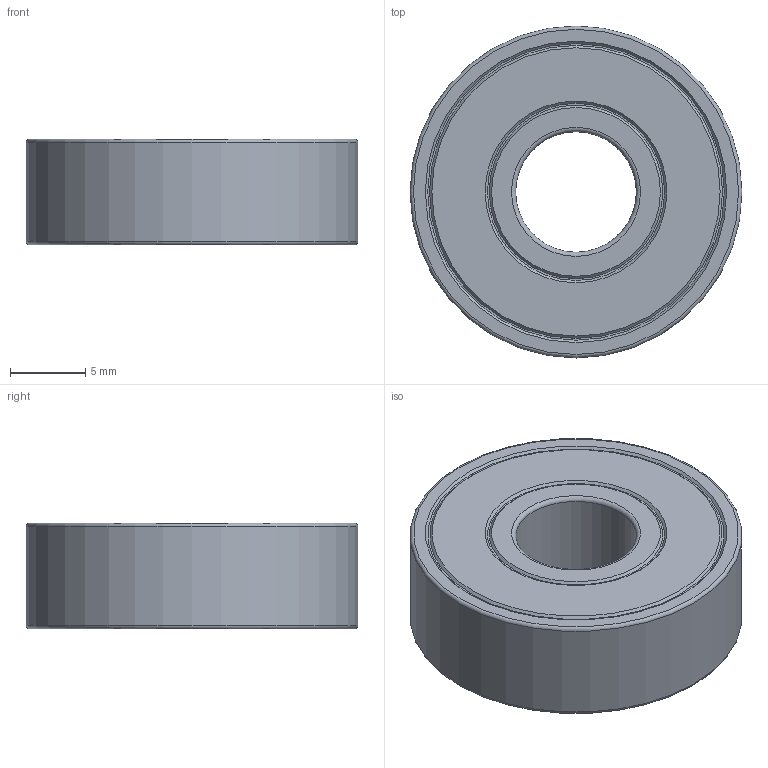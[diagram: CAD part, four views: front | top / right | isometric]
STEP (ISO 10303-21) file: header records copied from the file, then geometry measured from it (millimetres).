
FILE_DESCRIPTION(/* description */ (''),/* implementation_level */ '2;1');
FILE_NAME(/* name */ '4668K244 (Ball Bearing).step',/* time_stamp */ '2024-06-27T21:19:04-05:00',/* author */ (''),/* organization */ (''),/* preprocessor_version */ 'ST-DEVELOPER v20',/* originating_system */ 'Autodesk Translation Framework v13.14.0.145',/* authorisation */ '');
FILE_SCHEMA (('AUTOMOTIVE_DESIGN { 1 0 10303 214 3 1 1 }'));
Length unit declared in the file: inch
Products named in the file (1): Ball Bearing Pillow Block_4668K244_Permanently Lubricated Stainless S
teel Ball Bearing
Bounding box: 22 x 22 x 7 mm (x, y, z)
Volume: 1315.2 mm3; surface area: 2961.7 mm2
Topology: 11 solids, 11 shells, 51 faces, 97 edges, 62 vertices
Faces by surface type: plane 16, cone 12, cylinder 10, sphere 7, torus 6
Full cylindrical faces by diameter (mm): 8 x1, 11.5 x4, 19.667 x4, 22 x1
Entity records: 1286 total; most frequent: DIRECTION 248, CARTESIAN_POINT 197, ORIENTED_EDGE 166, AXIS2_PLACEMENT_3D 113, EDGE_CURVE 83, EDGE_LOOP 67, VERTEX_POINT 62, CIRCLE 61
